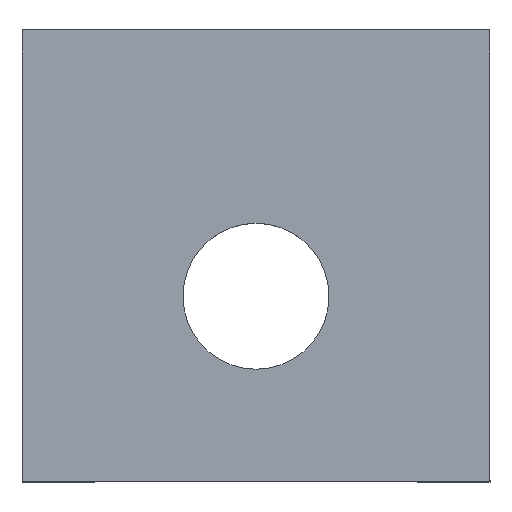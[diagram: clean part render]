
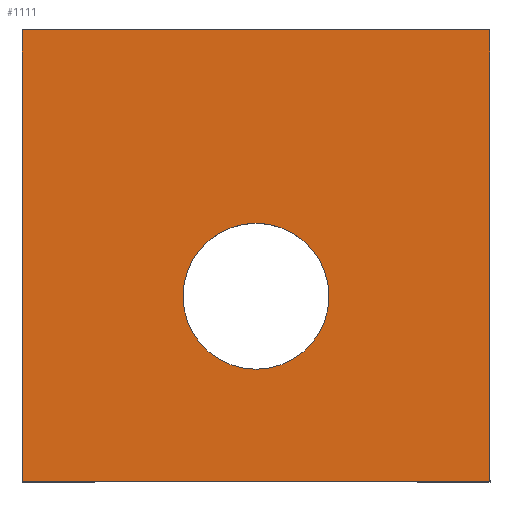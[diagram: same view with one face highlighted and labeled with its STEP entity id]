
A CAD part, top view. The second image highlights one B-rep face of the part: STEP entity #1111.
In plain terms, the highlighted face is planar.
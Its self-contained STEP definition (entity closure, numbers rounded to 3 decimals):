
#1 = ORIENTED_EDGE ( 'NONE', *, *, #603, .F. ) ;
#20 = ORIENTED_EDGE ( 'NONE', *, *, #117, .T. ) ;
#44 = DIRECTION ( 'NONE',  ( -1., 0., 0. ) ) ;
#61 = ORIENTED_EDGE ( 'NONE', *, *, #579, .T. ) ;
#117 = EDGE_CURVE ( 'NONE', #312, #936, #820, .T. ) ;
#161 = LINE ( 'NONE', #883, #437 ) ;
#164 = DIRECTION ( 'NONE',  ( 1., 0., 0. ) ) ;
#211 = VECTOR ( 'NONE', #530, 1000. ) ;
#277 = DIRECTION ( 'NONE',  ( 0., -1., 0. ) ) ;
#284 = DIRECTION ( 'NONE',  ( -1., 0., 0. ) ) ;
#312 = VERTEX_POINT ( 'NONE', #760 ) ;
#315 = CARTESIAN_POINT ( 'NONE',  ( 29., -28., 0. ) ) ;
#326 = ORIENTED_EDGE ( 'NONE', *, *, #819, .T. ) ;
#362 = DIRECTION ( 'NONE',  ( -1., 0., 0. ) ) ;
#369 = ORIENTED_EDGE ( 'NONE', *, *, #621, .T. ) ;
#374 = CARTESIAN_POINT ( 'NONE',  ( 14.5, -14., 0. ) ) ;
#376 = DIRECTION ( 'NONE',  ( -1., 0., 0. ) ) ;
#378 = ORIENTED_EDGE ( 'NONE', *, *, #1002, .F. ) ;
#382 = CIRCLE ( 'NONE', #554, 4.523 ) ;
#385 = FACE_BOUND ( 'NONE', #1166, .T. ) ;
#391 = CARTESIAN_POINT ( 'NONE',  ( 0., -28., 0. ) ) ;
#421 = EDGE_LOOP ( 'NONE', ( #326, #369, #20, #61 ) ) ;
#437 = VECTOR ( 'NONE', #44, 1000. ) ;
#440 = CARTESIAN_POINT ( 'NONE',  ( 29., 0., 0. ) ) ;
#530 = DIRECTION ( 'NONE',  ( 0., 1., 0. ) ) ;
#531 = CARTESIAN_POINT ( 'NONE',  ( 0., 0., 0. ) ) ;
#537 = LINE ( 'NONE', #440, #655 ) ;
#545 = CARTESIAN_POINT ( 'NONE',  ( 19.023, -16.5, 0. ) ) ;
#554 = AXIS2_PLACEMENT_3D ( 'NONE', #1004, #727, #362 ) ;
#579 = EDGE_CURVE ( 'NONE', #936, #726, #537, .T. ) ;
#603 = EDGE_CURVE ( 'NONE', #984, #757, #1119, .T. ) ;
#621 = EDGE_CURVE ( 'NONE', #659, #312, #1005, .T. ) ;
#645 = DIRECTION ( 'NONE',  ( 0., 0., -1. ) ) ;
#655 = VECTOR ( 'NONE', #277, 1000. ) ;
#659 = VERTEX_POINT ( 'NONE', #391 ) ;
#665 = DIRECTION ( 'NONE',  ( 0., 0., -1. ) ) ;
#726 = VERTEX_POINT ( 'NONE', #315 ) ;
#727 = DIRECTION ( 'NONE',  ( 0., 0., -1. ) ) ;
#757 = VERTEX_POINT ( 'NONE', #1051 ) ;
#760 = CARTESIAN_POINT ( 'NONE',  ( 0., 0., 0. ) ) ;
#790 = AXIS2_PLACEMENT_3D ( 'NONE', #921, #645, #376 ) ;
#819 = EDGE_CURVE ( 'NONE', #726, #659, #161, .T. ) ;
#820 = LINE ( 'NONE', #531, #1181 ) ;
#853 = PLANE ( 'NONE',  #1122 ) ;
#858 = FACE_OUTER_BOUND ( 'NONE', #421, .T. ) ;
#883 = CARTESIAN_POINT ( 'NONE',  ( 29., -28., 0. ) ) ;
#921 = CARTESIAN_POINT ( 'NONE',  ( 14.5, -16.5, 0. ) ) ;
#925 = CARTESIAN_POINT ( 'NONE',  ( 0., -28., 0. ) ) ;
#936 = VERTEX_POINT ( 'NONE', #1189 ) ;
#984 = VERTEX_POINT ( 'NONE', #545 ) ;
#1002 = EDGE_CURVE ( 'NONE', #757, #984, #382, .T. ) ;
#1004 = CARTESIAN_POINT ( 'NONE',  ( 14.5, -16.5, 0. ) ) ;
#1005 = LINE ( 'NONE', #925, #211 ) ;
#1051 = CARTESIAN_POINT ( 'NONE',  ( 9.977, -16.5, 0. ) ) ;
#1111 = ADVANCED_FACE ( 'NONE', ( #385, #858 ), #853, .T. ) ;
#1119 = CIRCLE ( 'NONE', #790, 4.523 ) ;
#1122 = AXIS2_PLACEMENT_3D ( 'NONE', #374, #665, #284 ) ;
#1166 = EDGE_LOOP ( 'NONE', ( #378, #1 ) ) ;
#1181 = VECTOR ( 'NONE', #164, 1000. ) ;
#1189 = CARTESIAN_POINT ( 'NONE',  ( 29., 0., 0. ) ) ;
